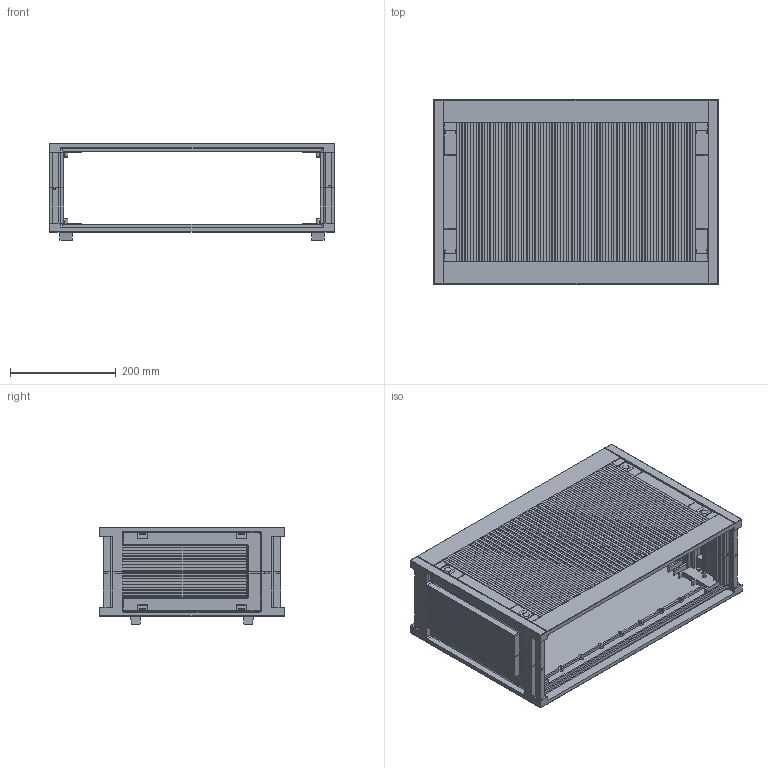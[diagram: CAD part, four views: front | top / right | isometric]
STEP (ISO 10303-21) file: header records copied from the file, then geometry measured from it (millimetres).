
FILE_DESCRIPTION(/* description */ (''),/* implementation_level */ '2;1');
FILE_NAME(/* name */ '30350800_IN 35080.stp',/* time_stamp */ '2021-04-29T15:00:51+02:00',/* author */ ('eschoebel'),/* organization */ (''),/* preprocessor_version */ 'ST-DEVELOPER v17.2',/* originating_system */ 'Autodesk Inventor 2019',/* authorisation */ '');
FILE_SCHEMA (('AUTOMOTIVE_DESIGN { 1 0 10303 214 3 1 1 }'));
Products named in the file (14): IN 35080; Internorm 350x84; Internorm; Internorm Spannplatte f. Fuß; Internorm Fuß; Internorm Klebefuß; Internorm Haken f. Fuß; Internorm Gummistopfen; Internorm Druckstück für Fuß; Internorm Unterteil für Abdeckung Einbausituation 
2; Internorm Deckel für Abdeckung; Internorm Drehfeder f. Füß einbausituation; DIN 7985 (H) - M6x16-H; SHRZB2_9X6_5-_3DSYM PART1
Assembly tree (70 placements, depth 2):
  IN 35080
    Internorm 350x84  x2
    Internorm  x4
    Internorm Haken f. Fuß  x8
    Internorm Gummistopfen  x8
    Internorm Druckstück für Fuß  x8
    Internorm Spannplatte f. Fuß  x4
    Internorm Fuß  x4
    Internorm Klebefuß  x4
    Internorm Unterteil für Abdeckung Einbausituation 
2  x4
    Internorm Deckel für Abdeckung  x4
    Internorm Drehfeder f. Füß einbausituation  x4
    SHRZB2_9X6_5-_3DSYM PART1  x8
    DIN 7985 (H) - M6x16-H  x8
Bounding box: 540 x 350 x 185.39 mm (x, y, z)
Volume: 3981897.5 mm3; surface area: 1440110 mm2
Topology: 70 solids, 70 shells, 5914 faces, 16522 edges, 10856 vertices
Faces by surface type: plane 3484, cylinder 1846, torus 300, cone 144, bspline 124, sphere 16
Full cylindrical faces by diameter (mm): 0.6 x16, 1 x4, 2 x32, 2.4 x8, 3 x74, 3.2 x16, 4 x4, 4.05 x8, 5.5 x24, 5.6 x8, 6 x8, 6.3 x16, 6.9 x4, 8 x8, 11 x4, 12.5 x4
Entity records: 75484 total; most frequent: CARTESIAN_POINT 16354, ORIENTED_EDGE 12396, DIRECTION 12316, EDGE_CURVE 6198, LINE 4238, VECTOR 4238, VERTEX_POINT 4067, AXIS2_PLACEMENT_3D 4039
